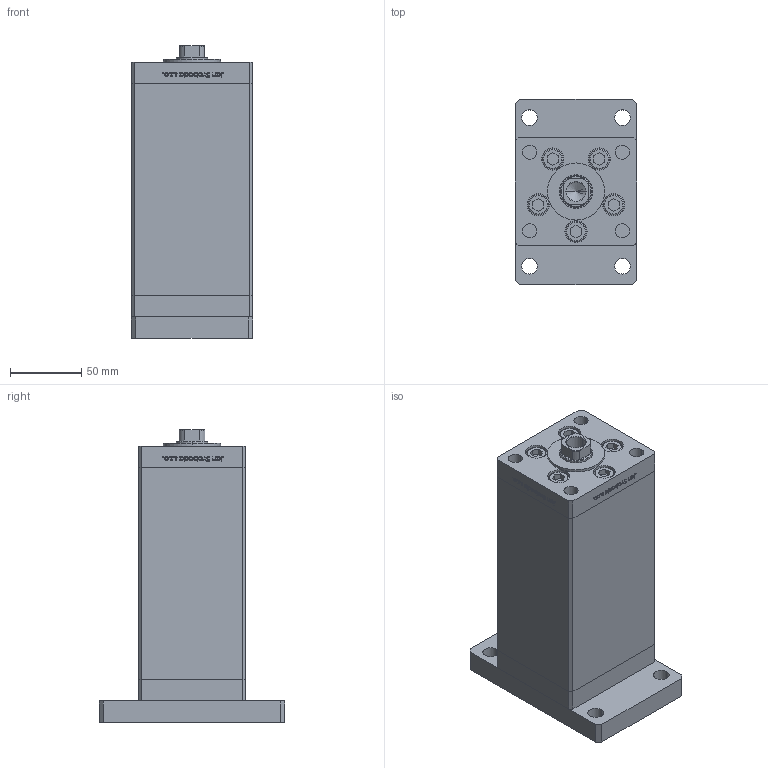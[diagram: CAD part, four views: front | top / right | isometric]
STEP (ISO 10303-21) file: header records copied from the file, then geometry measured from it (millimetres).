
FILE_DESCRIPTION (( 'STEP AP203' ), '1' );
FILE_NAME ('fc5f.STEP', '2024-01-08T21:00:46', ( '' ), ( '' ), 'SwSTEP 2.0', 'SolidWorks 2019', '' );
FILE_SCHEMA (( 'CONFIG_CONTROL_DESIGN' ));
Length unit declared in the file: millimetre
Products named in the file (7): V220C_FRONT_G 8feabbdf2504d5f4dbcf9bd0a07c7cec; ALLEN BOLT 8feabbdf2504d5f4dbcf9bd0a07c7cec; V220C_G_MIDDLE 8feabbdf2504d5f4dbcf9bd0a07c7cec; fc5f; V220C_F 8feabbdf2504d5f4dbcf9bd0a07c7cec; V220C_VC_G 8feabbdf2504d5f4dbcf9bd0a07c7cec; V220C BACK_G 8feabbdf2504d5f4dbcf9bd0a07c7cec
Assembly tree (19 placements, depth 2):
  fc5f
    V220C BACK_G 8feabbdf2504d5f4dbcf9bd0a07c7cec
    V220C_FRONT_G 8feabbdf2504d5f4dbcf9bd0a07c7cec
    V220C_G_MIDDLE 8feabbdf2504d5f4dbcf9bd0a07c7cec
    ALLEN BOLT 8feabbdf2504d5f4dbcf9bd0a07c7cec  x14
    V220C_F 8feabbdf2504d5f4dbcf9bd0a07c7cec
    V220C_VC_G 8feabbdf2504d5f4dbcf9bd0a07c7cec
Bounding box: 85 x 130 x 205 mm (x, y, z)
Volume: 1161794.6 mm3; surface area: 196296.3 mm2
Topology: 19 solids, 19 shells, 1301 faces, 3219 edges, 2103 vertices
Faces by surface type: plane 514, bspline 484, cylinder 181, cone 62, torus 60
Entity records: 53328 total; most frequent: CARTESIAN_POINT 30367, ORIENTED_EDGE 5238, DIRECTION 3031, EDGE_CURVE 2619, VERTEX_POINT 1739, LINE 1361, VECTOR 1361, EDGE_LOOP 1196
